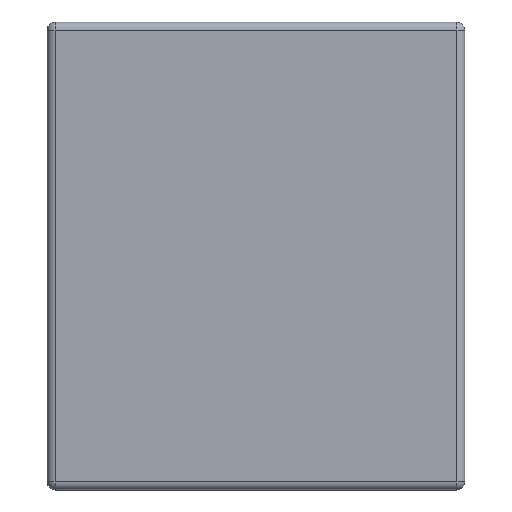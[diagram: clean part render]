
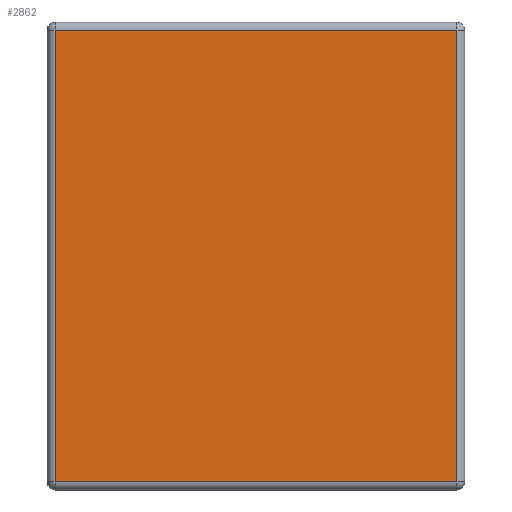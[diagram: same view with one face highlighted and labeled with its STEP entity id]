
A CAD part, left-side view. The second image highlights one B-rep face of the part: STEP entity #2862.
In plain terms, the highlighted planar face has unit normal (-1, 0, 0).
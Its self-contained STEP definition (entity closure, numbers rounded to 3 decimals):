
#88 = AXIS2_PLACEMENT_3D ( 'NONE', #2175, #3200, #619 ) ;
#118 = VECTOR ( 'NONE', #2207, 1000. ) ;
#128 = DIRECTION ( 'NONE',  ( 0., 1., 0. ) ) ;
#165 = CARTESIAN_POINT ( 'NONE',  ( -1.6, 0., 2.75 ) ) ;
#187 = VERTEX_POINT ( 'NONE', #2999 ) ;
#207 = VECTOR ( 'NONE', #2554, 1000. ) ;
#289 = PLANE ( 'NONE',  #88 ) ;
#360 = ORIENTED_EDGE ( 'NONE', *, *, #1315, .T. ) ;
#533 = VECTOR ( 'NONE', #128, 1000. ) ;
#589 = VERTEX_POINT ( 'NONE', #1628 ) ;
#619 = DIRECTION ( 'NONE',  ( 0., 0., 1. ) ) ;
#721 = VECTOR ( 'NONE', #3259, 1000. ) ;
#1170 = CARTESIAN_POINT ( 'NONE',  ( -1.6, -1.2, 0.05 ) ) ;
#1315 = EDGE_CURVE ( 'NONE', #589, #3051, #1416, .T. ) ;
#1329 = VERTEX_POINT ( 'NONE', #1170 ) ;
#1352 = EDGE_CURVE ( 'NONE', #1329, #187, #1452, .T. ) ;
#1400 = FACE_OUTER_BOUND ( 'NONE', #2783, .T. ) ;
#1416 = LINE ( 'NONE', #3277, #721 ) ;
#1452 = LINE ( 'NONE', #2223, #118 ) ;
#1512 = CARTESIAN_POINT ( 'NONE',  ( -1.6, -1.25, 0.05 ) ) ;
#1619 = ORIENTED_EDGE ( 'NONE', *, *, #1670, .T. ) ;
#1628 = CARTESIAN_POINT ( 'NONE',  ( -1.6, 1.2, 2.75 ) ) ;
#1670 = EDGE_CURVE ( 'NONE', #3051, #1329, #2738, .T. ) ;
#2143 = ORIENTED_EDGE ( 'NONE', *, *, #2725, .T. ) ;
#2175 = CARTESIAN_POINT ( 'NONE',  ( -1.6, 0., 2.8 ) ) ;
#2207 = DIRECTION ( 'NONE',  ( 0., 0., 1. ) ) ;
#2223 = CARTESIAN_POINT ( 'NONE',  ( -1.6, -1.2, 2.8 ) ) ;
#2554 = DIRECTION ( 'NONE',  ( 0., -1., 0. ) ) ;
#2612 = CARTESIAN_POINT ( 'NONE',  ( -1.6, 1.2, 0.05 ) ) ;
#2697 = ORIENTED_EDGE ( 'NONE', *, *, #1352, .T. ) ;
#2725 = EDGE_CURVE ( 'NONE', #187, #589, #3046, .T. ) ;
#2738 = LINE ( 'NONE', #1512, #207 ) ;
#2783 = EDGE_LOOP ( 'NONE', ( #2143, #360, #1619, #2697 ) ) ;
#2862 = ADVANCED_FACE ( 'NONE', ( #1400 ), #289, .T. ) ;
#2999 = CARTESIAN_POINT ( 'NONE',  ( -1.6, -1.2, 2.75 ) ) ;
#3046 = LINE ( 'NONE', #165, #533 ) ;
#3051 = VERTEX_POINT ( 'NONE', #2612 ) ;
#3200 = DIRECTION ( 'NONE',  ( -1., 0., 0. ) ) ;
#3259 = DIRECTION ( 'NONE',  ( 0., 0., -1. ) ) ;
#3277 = CARTESIAN_POINT ( 'NONE',  ( -1.6, 1.2, 0. ) ) ;
